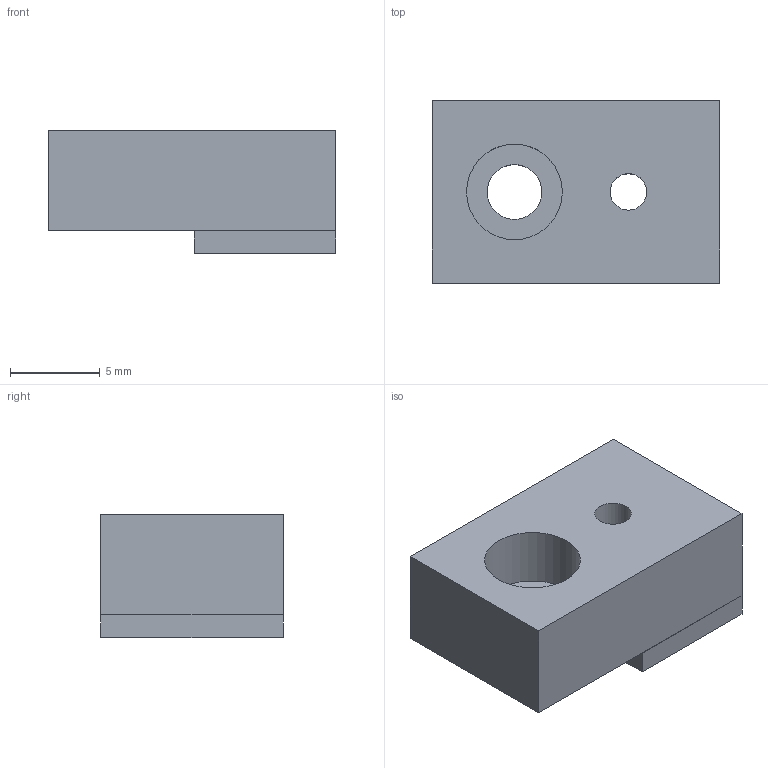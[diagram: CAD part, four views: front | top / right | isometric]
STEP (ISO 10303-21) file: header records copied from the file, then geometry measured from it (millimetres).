
FILE_DESCRIPTION(/* description */ (''),/* implementation_level */ '2;1');
FILE_NAME(/* name */ 'LRF Support Bracket v3.step',/* time_stamp */ '2020-05-10T12:43:13-05:00',/* author */ (''),/* organization */ (''),/* preprocessor_version */ 'ST-DEVELOPER v18.1',/* originating_system */ 'Autodesk Translation Framework v9.2.0.1227',/* authorisation */ '');
FILE_SCHEMA (('AUTOMOTIVE_DESIGN { 1 0 10303 214 3 1 1 }'));
Length unit declared in the file: inch
Products named in the file (1): LRF Support Bracket
Bounding box: 16 x 10.16 x 6.86 mm (x, y, z)
Volume: 897.4 mm3; surface area: 916.8 mm2
Topology: 2 solids, 2 shells, 17 faces, 36 edges, 24 vertices
Faces by surface type: plane 13, cylinder 4
Full cylindrical faces by diameter (mm): 2.032 x2, 3.048 x1, 5.334 x1
Entity records: 504 total; most frequent: DIRECTION 80, CARTESIAN_POINT 78, ORIENTED_EDGE 72, EDGE_CURVE 36, LINE 28, VECTOR 28, AXIS2_PLACEMENT_3D 26, EDGE_LOOP 24
